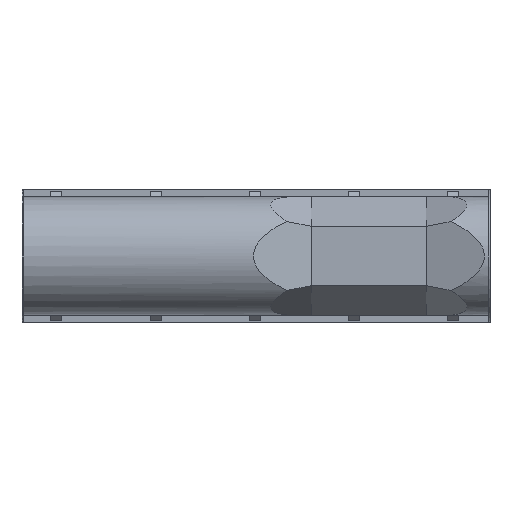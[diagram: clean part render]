
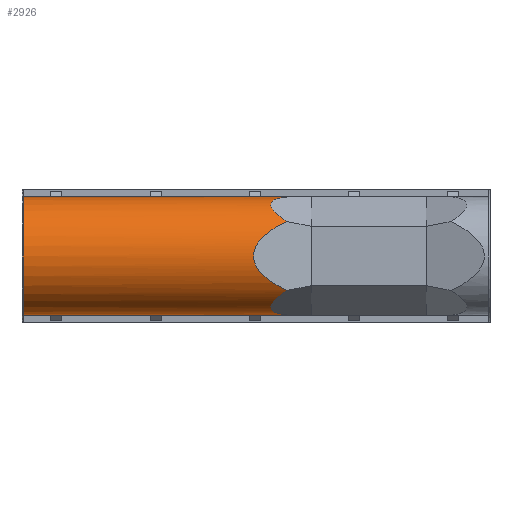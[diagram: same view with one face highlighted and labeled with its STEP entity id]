
A CAD part, front view. The second image highlights one B-rep face of the part: STEP entity #2926.
In plain terms, the highlighted cylindrical face has radius 273.05 mm (diameter 546.1 mm), a partial arc.
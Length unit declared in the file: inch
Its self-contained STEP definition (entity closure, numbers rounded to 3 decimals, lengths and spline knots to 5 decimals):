
#111 = ORIENTED_EDGE ( 'NONE', *, *, #460, .T. ) ;
#155 = CARTESIAN_POINT ( 'NONE',  ( 5.56751, 1.75898, -6.25756 ) ) ;
#196 = FACE_OUTER_BOUND ( 'NONE', #2834, .T. ) ;
#220 = CIRCLE ( 'NONE', #283, 10.75 ) ;
#283 = AXIS2_PLACEMENT_3D ( 'NONE', #2667, #3898, #3937 ) ;
#308 = ORIENTED_EDGE ( 'NONE', *, *, #397, .F. ) ;
#324 = ORIENTED_EDGE ( 'NONE', *, *, #848, .F. ) ;
#331 = VERTEX_POINT ( 'NONE', #2174 ) ;
#397 = EDGE_CURVE ( 'NONE', #331, #3932, #3308, .T. ) ;
#460 = EDGE_CURVE ( 'NONE', #1533, #1676, #1239, .T. ) ;
#477 = DIRECTION ( 'NONE',  ( 0., 0., 1. ) ) ;
#504 = CARTESIAN_POINT ( 'NONE',  ( 42.5, 10.5, 10.75 ) ) ;
#527 = CARTESIAN_POINT ( 'NONE',  ( 1.19015, 3.8177, 9.13333 ) ) ;
#602 = CARTESIAN_POINT ( 'NONE',  ( 5.56751, 1.75898, -6.25756 ) ) ;
#618 = CARTESIAN_POINT ( 'NONE',  ( -42.25, 10.5, 10.75 ) ) ;
#679 = CARTESIAN_POINT ( 'NONE',  ( 5.56751, 1.75898, -6.25756 ) ) ;
#808 = CARTESIAN_POINT ( 'NONE',  ( 42.5, 10.5, 0. ) ) ;
#845 = LINE ( 'NONE', #2078, #1198 ) ;
#848 = EDGE_CURVE ( 'NONE', #1533, #2065, #845, .T. ) ;
#870 = CARTESIAN_POINT ( 'NONE',  ( -42.25, 10.5, -10.75 ) ) ;
#932 = CARTESIAN_POINT ( 'NONE',  ( 1.70758, 6.96329, -10.75 ) ) ;
#1198 = VECTOR ( 'NONE', #3287, 39.37008 ) ;
#1239 =( BOUNDED_CURVE ( )  B_SPLINE_CURVE ( 3, ( #2142, #932, #3391, #602 ),
 .UNSPECIFIED., .F., .F. ) 
 B_SPLINE_CURVE_WITH_KNOTS ( ( 4, 4 ),
 ( 5.75959, 6.70908 ),
 .UNSPECIFIED. ) 
 CURVE ( )  GEOMETRIC_REPRESENTATION_ITEM ( )  RATIONAL_B_SPLINE_CURVE ( ( 1., 0.926, 0.926, 1. ) ) 
 REPRESENTATION_ITEM ( '' )  );
#1331 = CARTESIAN_POINT ( 'NONE',  ( 1.70758, 6.96329, 10.75 ) ) ;
#1339 = CARTESIAN_POINT ( 'NONE',  ( -2.75433, -1.01497, -2.38271 ) ) ;
#1424 = VECTOR ( 'NONE', #3527, 39.37008 ) ;
#1435 = ORIENTED_EDGE ( 'NONE', *, *, #2032, .T. ) ;
#1439 = EDGE_CURVE ( 'NONE', #3392, #2065, #220, .T. ) ;
#1533 = VERTEX_POINT ( 'NONE', #2683 ) ;
#1655 = CARTESIAN_POINT ( 'NONE',  ( -2.75433, -1.01497, 2.38271 ) ) ;
#1676 = VERTEX_POINT ( 'NONE', #155 ) ;
#2032 = EDGE_CURVE ( 'NONE', #331, #3392, #3854, .T. ) ;
#2065 = VERTEX_POINT ( 'NONE', #870 ) ;
#2078 = CARTESIAN_POINT ( 'NONE',  ( 42.5, 10.5, -10.75 ) ) ;
#2142 = CARTESIAN_POINT ( 'NONE',  ( 7.00537, 10.5, -10.75 ) ) ;
#2174 = CARTESIAN_POINT ( 'NONE',  ( 7.00537, 10.5, 10.75 ) ) ;
#2285 = EDGE_CURVE ( 'NONE', #1676, #3932, #3471, .T. ) ;
#2575 = CARTESIAN_POINT ( 'NONE',  ( 5.56751, 1.75898, 6.25756 ) ) ;
#2582 = CARTESIAN_POINT ( 'NONE',  ( 5.56751, 1.75898, 6.25756 ) ) ;
#2644 = ORIENTED_EDGE ( 'NONE', *, *, #1439, .T. ) ;
#2667 = CARTESIAN_POINT ( 'NONE',  ( -42.25, 10.5, 0. ) ) ;
#2683 = CARTESIAN_POINT ( 'NONE',  ( 7.00537, 10.5, -10.75 ) ) ;
#2834 = EDGE_LOOP ( 'NONE', ( #3371, #308, #1435, #2644, #324, #111 ) ) ;
#2844 = AXIS2_PLACEMENT_3D ( 'NONE', #808, #3609, #477 ) ;
#2926 = ADVANCED_FACE ( 'NONE', ( #196 ), #3546, .T. ) ;
#3287 = DIRECTION ( 'NONE',  ( -1., 0., 0. ) ) ;
#3294 = CARTESIAN_POINT ( 'NONE',  ( 7.00537, 10.5, 10.75 ) ) ;
#3308 =( BOUNDED_CURVE ( )  B_SPLINE_CURVE ( 3, ( #3294, #1331, #527, #2575 ),
 .UNSPECIFIED., .F., .F. ) 
 B_SPLINE_CURVE_WITH_KNOTS ( ( 4, 4 ),
 ( 5.75959, 6.70908 ),
 .UNSPECIFIED. ) 
 CURVE ( )  GEOMETRIC_REPRESENTATION_ITEM ( )  RATIONAL_B_SPLINE_CURVE ( ( 1., 0.926, 0.926, 1. ) ) 
 REPRESENTATION_ITEM ( '' )  );
#3371 = ORIENTED_EDGE ( 'NONE', *, *, #2285, .T. ) ;
#3391 = CARTESIAN_POINT ( 'NONE',  ( 1.19015, 3.8177, -9.13333 ) ) ;
#3392 = VERTEX_POINT ( 'NONE', #618 ) ;
#3471 =( BOUNDED_CURVE ( )  B_SPLINE_CURVE ( 3, ( #679, #1339, #1655, #2582 ),
 .UNSPECIFIED., .F., .F. ) 
 B_SPLINE_CURVE_WITH_KNOTS ( ( 4, 4 ),
 ( 5.66188, 6.90449 ),
 .UNSPECIFIED. ) 
 CURVE ( )  GEOMETRIC_REPRESENTATION_ITEM ( )  RATIONAL_B_SPLINE_CURVE ( ( 1., 0.875, 0.875, 1. ) ) 
 REPRESENTATION_ITEM ( '' )  );
#3527 = DIRECTION ( 'NONE',  ( -1., 0., 0. ) ) ;
#3546 = CYLINDRICAL_SURFACE ( 'NONE', #2844, 10.75 ) ;
#3609 = DIRECTION ( 'NONE',  ( -1., 0., 0. ) ) ;
#3837 = CARTESIAN_POINT ( 'NONE',  ( 5.56751, 1.75898, 6.25756 ) ) ;
#3854 = LINE ( 'NONE', #504, #1424 ) ;
#3898 = DIRECTION ( 'NONE',  ( 1., 0., 0. ) ) ;
#3932 = VERTEX_POINT ( 'NONE', #3837 ) ;
#3937 = DIRECTION ( 'NONE',  ( 0., 0., -1. ) ) ;
